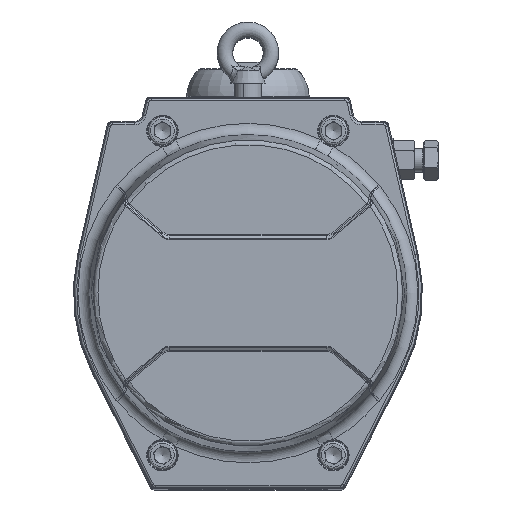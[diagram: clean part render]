
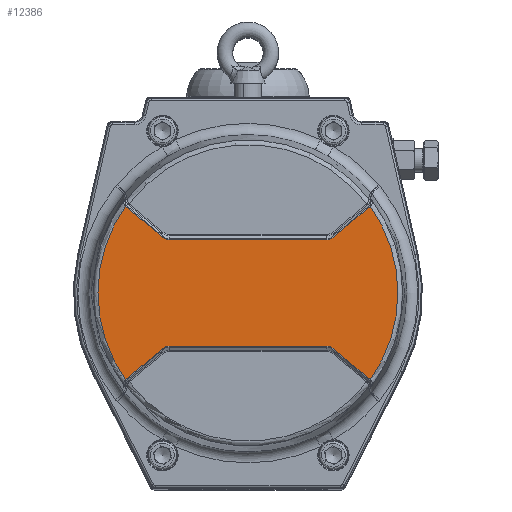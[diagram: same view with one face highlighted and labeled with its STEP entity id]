
A CAD part, top view. The second image highlights one B-rep face of the part: STEP entity #12386.
In plain terms, the highlighted planar face has unit normal (0, 0, 1).
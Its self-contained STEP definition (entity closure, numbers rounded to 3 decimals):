
#51=ELLIPSE('',#13774,34.601,16.5);
#53=ELLIPSE('',#13776,34.601,16.5);
#54=ELLIPSE('',#13798,7083.17,5.5);
#55=ELLIPSE('',#13799,34.601,16.5);
#56=ELLIPSE('',#13800,7083.17,5.5);
#57=ELLIPSE('',#13802,7083.17,5.5);
#58=ELLIPSE('',#13803,34.601,16.5);
#59=ELLIPSE('',#13804,7083.17,5.5);
#552=B_SPLINE_CURVE_WITH_KNOTS('',3,(#21141,#21142,#21143,#21144),
 .UNSPECIFIED.,.F.,.F.,(4,4),(0.,1.),.UNSPECIFIED.);
#553=B_SPLINE_CURVE_WITH_KNOTS('',3,(#21148,#21149,#21150,#21151),
 .UNSPECIFIED.,.F.,.F.,(4,4),(0.,1.),.UNSPECIFIED.);
#554=B_SPLINE_CURVE_WITH_KNOTS('',3,(#21155,#21156,#21157,#21158),
 .UNSPECIFIED.,.F.,.F.,(4,4),(0.,1.),.UNSPECIFIED.);
#555=B_SPLINE_CURVE_WITH_KNOTS('',3,(#21159,#21160,#21161,#21162),
 .UNSPECIFIED.,.F.,.F.,(4,4),(0.,1.),.UNSPECIFIED.);
#556=B_SPLINE_CURVE_WITH_KNOTS('',3,(#21170,#21171,#21172,#21173),
 .UNSPECIFIED.,.F.,.F.,(4,4),(0.,1.),.UNSPECIFIED.);
#557=B_SPLINE_CURVE_WITH_KNOTS('',3,(#21177,#21178,#21179,#21180),
 .UNSPECIFIED.,.F.,.F.,(4,4),(0.,1.),.UNSPECIFIED.);
#558=B_SPLINE_CURVE_WITH_KNOTS('',3,(#21184,#21185,#21186,#21187),
 .UNSPECIFIED.,.F.,.F.,(4,4),(0.,1.),.UNSPECIFIED.);
#559=B_SPLINE_CURVE_WITH_KNOTS('',3,(#21188,#21189,#21190,#21191),
 .UNSPECIFIED.,.F.,.F.,(4,4),(0.,1.),.UNSPECIFIED.);
#1147=PLANE('',#13796);
#1597=LINE('',#21153,#2264);
#1598=LINE('',#21182,#2265);
#2264=VECTOR('',#16191,1000.);
#2265=VECTOR('',#16200,1000.);
#4045=ORIENTED_EDGE('',*,*,#6883,.T.);
#4046=ORIENTED_EDGE('',*,*,#6884,.T.);
#4047=ORIENTED_EDGE('',*,*,#6885,.T.);
#4048=ORIENTED_EDGE('',*,*,#6886,.T.);
#4049=ORIENTED_EDGE('',*,*,#6887,.T.);
#4050=ORIENTED_EDGE('',*,*,#6888,.T.);
#4051=ORIENTED_EDGE('',*,*,#6889,.T.);
#4052=ORIENTED_EDGE('',*,*,#6847,.T.);
#4053=ORIENTED_EDGE('',*,*,#6890,.T.);
#4054=ORIENTED_EDGE('',*,*,#6891,.T.);
#4055=ORIENTED_EDGE('',*,*,#6892,.T.);
#4056=ORIENTED_EDGE('',*,*,#6893,.T.);
#4057=ORIENTED_EDGE('',*,*,#6894,.T.);
#4058=ORIENTED_EDGE('',*,*,#6895,.T.);
#4059=ORIENTED_EDGE('',*,*,#6896,.T.);
#4060=ORIENTED_EDGE('',*,*,#6897,.T.);
#4061=ORIENTED_EDGE('',*,*,#6898,.T.);
#4062=ORIENTED_EDGE('',*,*,#6843,.T.);
#4063=ORIENTED_EDGE('',*,*,#6899,.T.);
#4064=ORIENTED_EDGE('',*,*,#6900,.T.);
#6843=EDGE_CURVE('',#8578,#8577,#51,.T.);
#6847=EDGE_CURVE('',#8582,#8581,#53,.T.);
#6883=EDGE_CURVE('',#8616,#8617,#9611,.T.);
#6884=EDGE_CURVE('',#8617,#8618,#54,.F.);
#6885=EDGE_CURVE('',#8618,#8619,#552,.T.);
#6886=EDGE_CURVE('',#8619,#8620,#55,.T.);
#6887=EDGE_CURVE('',#8620,#8621,#553,.T.);
#6888=EDGE_CURVE('',#8621,#8622,#1597,.T.);
#6889=EDGE_CURVE('',#8622,#8582,#554,.T.);
#6890=EDGE_CURVE('',#8581,#8623,#555,.T.);
#6891=EDGE_CURVE('',#8623,#8624,#56,.F.);
#6892=EDGE_CURVE('',#8624,#8625,#9612,.T.);
#6893=EDGE_CURVE('',#8625,#8626,#57,.F.);
#6894=EDGE_CURVE('',#8626,#8627,#556,.T.);
#6895=EDGE_CURVE('',#8627,#8628,#58,.T.);
#6896=EDGE_CURVE('',#8628,#8629,#557,.T.);
#6897=EDGE_CURVE('',#8629,#8630,#1598,.T.);
#6898=EDGE_CURVE('',#8630,#8578,#558,.T.);
#6899=EDGE_CURVE('',#8577,#8631,#559,.T.);
#6900=EDGE_CURVE('',#8631,#8616,#59,.F.);
#8577=VERTEX_POINT('',#20954);
#8578=VERTEX_POINT('',#20956);
#8581=VERTEX_POINT('',#20980);
#8582=VERTEX_POINT('',#20982);
#8616=VERTEX_POINT('',#21137);
#8617=VERTEX_POINT('',#21138);
#8618=VERTEX_POINT('',#21140);
#8619=VERTEX_POINT('',#21145);
#8620=VERTEX_POINT('',#21147);
#8621=VERTEX_POINT('',#21152);
#8622=VERTEX_POINT('',#21154);
#8623=VERTEX_POINT('',#21163);
#8624=VERTEX_POINT('',#21165);
#8625=VERTEX_POINT('',#21167);
#8626=VERTEX_POINT('',#21169);
#8627=VERTEX_POINT('',#21174);
#8628=VERTEX_POINT('',#21176);
#8629=VERTEX_POINT('',#21181);
#8630=VERTEX_POINT('',#21183);
#8631=VERTEX_POINT('',#21192);
#9611=CIRCLE('',#13797,127.158);
#9612=CIRCLE('',#13801,127.158);
#10433=EDGE_LOOP('',(#4045,#4046,#4047,#4048,#4049,#4050,#4051,#4052,#4053,
#4054,#4055,#4056,#4057,#4058,#4059,#4060,#4061,#4062,#4063,#4064));
#11355=FACE_BOUND('',#10433,.T.);
#12386=ADVANCED_FACE('',(#11355),#1147,.F.);
#13774=AXIS2_PLACEMENT_3D('',#20955,#16137,#16138);
#13776=AXIS2_PLACEMENT_3D('',#20981,#16141,#16142);
#13796=AXIS2_PLACEMENT_3D('',#21135,#16183,#16184);
#13797=AXIS2_PLACEMENT_3D('',#21136,#16185,#16186);
#13798=AXIS2_PLACEMENT_3D('',#21139,#16187,#16188);
#13799=AXIS2_PLACEMENT_3D('',#21146,#16189,#16190);
#13800=AXIS2_PLACEMENT_3D('',#21164,#16192,#16193);
#13801=AXIS2_PLACEMENT_3D('',#21166,#16194,#16195);
#13802=AXIS2_PLACEMENT_3D('',#21168,#16196,#16197);
#13803=AXIS2_PLACEMENT_3D('',#21175,#16198,#16199);
#13804=AXIS2_PLACEMENT_3D('',#21193,#16201,#16202);
#16137=DIRECTION('',(0.,0.,-1.));
#16138=DIRECTION('',(0.342,0.94,0.));
#16141=DIRECTION('',(0.,0.,-1.));
#16142=DIRECTION('',(-0.342,-0.94,0.));
#16183=DIRECTION('',(0.,0.,-1.));
#16184=DIRECTION('',(0.,-1.,0.));
#16185=DIRECTION('',(0.,0.,1.));
#16186=DIRECTION('',(0.,-1.,0.));
#16187=DIRECTION('',(0.,0.,-1.));
#16188=DIRECTION('',(-0.765,-0.644,0.));
#16189=DIRECTION('',(0.,0.,-1.));
#16190=DIRECTION('',(-0.342,0.94,0.));
#16191=DIRECTION('',(-1.,0.,0.));
#16192=DIRECTION('',(0.,0.,-1.));
#16193=DIRECTION('',(-0.765,0.644,0.));
#16194=DIRECTION('',(0.,0.,1.));
#16195=DIRECTION('',(0.,-1.,0.));
#16196=DIRECTION('',(0.,0.,-1.));
#16197=DIRECTION('',(-0.765,-0.644,0.));
#16198=DIRECTION('',(0.,0.,-1.));
#16199=DIRECTION('',(0.342,-0.94,0.));
#16200=DIRECTION('',(1.,0.,0.));
#16201=DIRECTION('',(0.,0.,-1.));
#16202=DIRECTION('',(-0.765,0.644,0.));
#20954=CARTESIAN_POINT('',(-18.866,-43.263,836.017));
#20955=CARTESIAN_POINT('',(-32.135,-75.085,836.017));
#20956=CARTESIAN_POINT('',(-21.844,-42.179,836.017));
#20980=CARTESIAN_POINT('',(-160.987,49.362,836.017));
#20981=CARTESIAN_POINT('',(-147.719,81.183,836.017));
#20982=CARTESIAN_POINT('',(-158.009,48.278,836.017));
#21135=CARTESIAN_POINT('',(-89.927,3.049,836.017));
#21136=CARTESIAN_POINT('',(-89.927,3.049,836.017));
#21137=CARTESIAN_POINT('',(13.785,-70.525,836.017));
#21138=CARTESIAN_POINT('',(13.785,76.624,836.017));
#21139=CARTESIAN_POINT('',(-4565.298,-3780.03,836.017));
#21140=CARTESIAN_POINT('',(-17.549,50.325,836.017));
#21141=CARTESIAN_POINT('',(-17.549,50.325,836.017));
#21142=CARTESIAN_POINT('',(-18.011,49.937,836.017));
#21143=CARTESIAN_POINT('',(-18.45,49.616,836.017));
#21144=CARTESIAN_POINT('',(-18.866,49.362,836.017));
#21145=CARTESIAN_POINT('',(-18.866,49.362,836.017));
#21146=CARTESIAN_POINT('',(-32.135,81.183,836.017));
#21147=CARTESIAN_POINT('',(-21.844,48.278,836.017));
#21148=CARTESIAN_POINT('',(-21.844,48.278,836.017));
#21149=CARTESIAN_POINT('',(-22.262,48.215,836.017));
#21150=CARTESIAN_POINT('',(-22.688,48.183,836.017));
#21151=CARTESIAN_POINT('',(-23.12,48.183,836.017));
#21152=CARTESIAN_POINT('',(-23.12,48.183,836.017));
#21153=CARTESIAN_POINT('',(-156.854,48.183,836.017));
#21154=CARTESIAN_POINT('',(-156.733,48.183,836.017));
#21155=CARTESIAN_POINT('',(-156.733,48.183,836.017));
#21156=CARTESIAN_POINT('',(-157.165,48.183,836.017));
#21157=CARTESIAN_POINT('',(-157.591,48.215,836.017));
#21158=CARTESIAN_POINT('',(-158.009,48.278,836.017));
#21159=CARTESIAN_POINT('',(-160.987,49.362,836.017));
#21160=CARTESIAN_POINT('',(-161.403,49.616,836.017));
#21161=CARTESIAN_POINT('',(-161.842,49.937,836.017));
#21162=CARTESIAN_POINT('',(-162.304,50.325,836.017));
#21163=CARTESIAN_POINT('',(-162.304,50.325,836.017));
#21164=CARTESIAN_POINT('',(4385.445,-3780.03,836.017));
#21165=CARTESIAN_POINT('',(-193.638,76.624,836.017));
#21166=CARTESIAN_POINT('',(-89.927,3.049,836.017));
#21167=CARTESIAN_POINT('',(-193.638,-70.525,836.017));
#21168=CARTESIAN_POINT('',(4385.445,3786.129,836.017));
#21169=CARTESIAN_POINT('',(-162.304,-44.226,836.017));
#21170=CARTESIAN_POINT('',(-162.304,-44.226,836.017));
#21171=CARTESIAN_POINT('',(-161.842,-43.838,836.017));
#21172=CARTESIAN_POINT('',(-161.403,-43.517,836.017));
#21173=CARTESIAN_POINT('',(-160.987,-43.263,836.017));
#21174=CARTESIAN_POINT('',(-160.987,-43.263,836.017));
#21175=CARTESIAN_POINT('',(-147.719,-75.085,836.017));
#21176=CARTESIAN_POINT('',(-158.009,-42.179,836.017));
#21177=CARTESIAN_POINT('',(-158.009,-42.179,836.017));
#21178=CARTESIAN_POINT('',(-157.591,-42.116,836.017));
#21179=CARTESIAN_POINT('',(-157.165,-42.085,836.017));
#21180=CARTESIAN_POINT('',(-156.733,-42.085,836.017));
#21181=CARTESIAN_POINT('',(-156.733,-42.085,836.017));
#21182=CARTESIAN_POINT('',(-23.,-42.085,836.017));
#21183=CARTESIAN_POINT('',(-23.12,-42.085,836.017));
#21184=CARTESIAN_POINT('',(-23.12,-42.085,836.017));
#21185=CARTESIAN_POINT('',(-22.688,-42.085,836.017));
#21186=CARTESIAN_POINT('',(-22.262,-42.116,836.017));
#21187=CARTESIAN_POINT('',(-21.844,-42.179,836.017));
#21188=CARTESIAN_POINT('',(-18.866,-43.263,836.017));
#21189=CARTESIAN_POINT('',(-18.45,-43.517,836.017));
#21190=CARTESIAN_POINT('',(-18.011,-43.838,836.017));
#21191=CARTESIAN_POINT('',(-17.549,-44.226,836.017));
#21192=CARTESIAN_POINT('',(-17.549,-44.226,836.017));
#21193=CARTESIAN_POINT('',(-4565.298,3786.129,836.017));
